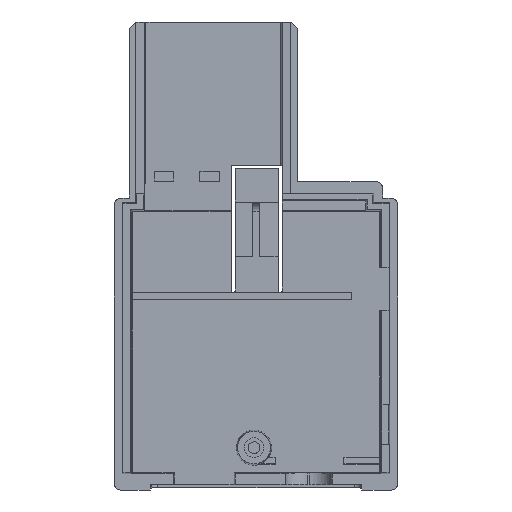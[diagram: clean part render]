
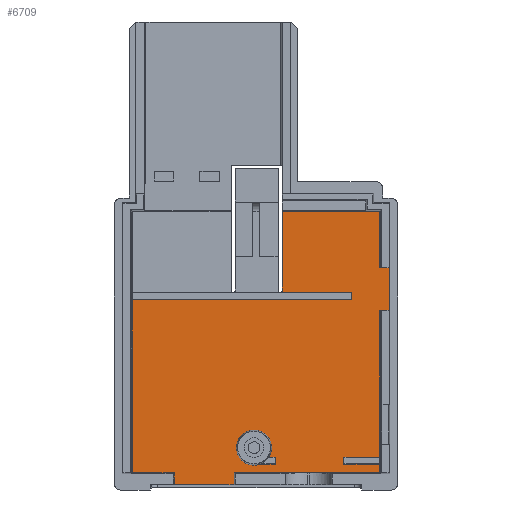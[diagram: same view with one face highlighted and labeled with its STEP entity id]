
A CAD part, top view. The second image highlights one B-rep face of the part: STEP entity #6709.
In plain terms, the highlighted planar face has unit normal (0, 0, 1).
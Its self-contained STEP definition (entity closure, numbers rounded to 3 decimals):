
#1870=DIRECTION('',(1.,0.,0.));
#1871=VECTOR('',#1870,9.168);
#1872=CARTESIAN_POINT('',(9.176,0.85,-9.5));
#1873=LINE('',#1872,#1871);
#1956=DIRECTION('',(0.,-1.,0.));
#1957=VECTOR('',#1956,1.816);
#1958=CARTESIAN_POINT('',(18.344,2.666,-9.5));
#1959=LINE('',#1958,#1957);
#1960=DIRECTION('',(-1.,0.,0.));
#1961=VECTOR('',#1960,10.96);
#1962=CARTESIAN_POINT('',(36.41,30.25,-9.5));
#1963=LINE('',#1962,#1961);
#1964=DIRECTION('',(0.,-1.,0.));
#1965=VECTOR('',#1964,12.234);
#1966=CARTESIAN_POINT('',(25.7,42.734,-9.5));
#1967=LINE('',#1966,#1965);
#1968=DIRECTION('',(0.,-1.,0.));
#1969=VECTOR('',#1968,8.684);
#1970=CARTESIAN_POINT('',(40.639,42.734,-9.5));
#1971=LINE('',#1970,#1969);
#1972=DIRECTION('',(-1.,0.,0.));
#1973=VECTOR('',#1972,1.566);
#1974=CARTESIAN_POINT('',(42.205,34.05,-9.5));
#1975=LINE('',#1974,#1973);
#1976=DIRECTION('',(0.,1.,0.));
#1977=VECTOR('',#1976,6.55);
#1978=CARTESIAN_POINT('',(42.205,27.5,-9.5));
#1979=LINE('',#1978,#1977);
#1980=DIRECTION('',(1.,0.,0.));
#1981=VECTOR('',#1980,1.566);
#1982=CARTESIAN_POINT('',(40.639,27.5,-9.5));
#1983=LINE('',#1982,#1981);
#1984=DIRECTION('',(0.,-1.,0.));
#1985=VECTOR('',#1984,22.5);
#1986=CARTESIAN_POINT('',(40.639,27.5,-9.5));
#1987=LINE('',#1986,#1985);
#1988=DIRECTION('',(1.,0.,0.));
#1989=VECTOR('',#1988,5.5);
#1990=CARTESIAN_POINT('',(35.139,5.,-9.5));
#1991=LINE('',#1990,#1989);
#1992=DIRECTION('',(0.,-1.,0.));
#1993=VECTOR('',#1992,1.);
#1994=CARTESIAN_POINT('',(35.139,5.,-9.5));
#1995=LINE('',#1994,#1993);
#1996=DIRECTION('',(1.,0.,0.));
#1997=VECTOR('',#1996,5.5);
#1998=CARTESIAN_POINT('',(35.139,4.,-9.5));
#1999=LINE('',#1998,#1997);
#2000=DIRECTION('',(0.,-1.,0.));
#2001=VECTOR('',#2000,1.334);
#2002=CARTESIAN_POINT('',(40.639,4.,-9.5));
#2003=LINE('',#2002,#2001);
#2004=DIRECTION('',(1.,0.,0.));
#2005=VECTOR('',#2004,22.295);
#2006=CARTESIAN_POINT('',(18.344,2.666,-9.5));
#2007=LINE('',#2006,#2005);
#2008=DIRECTION('',(1.,0.,0.));
#2009=VECTOR('',#2008,6.405);
#2010=CARTESIAN_POINT('',(2.771,2.666,-9.5));
#2011=LINE('',#2010,#2009);
#2012=DIRECTION('',(1.,0.,0.));
#2013=VECTOR('',#2012,33.639);
#2014=CARTESIAN_POINT('',(2.771,29.15,-9.5));
#2015=LINE('',#2014,#2013);
#2016=DIRECTION('',(0.,-1.,0.));
#2017=VECTOR('',#2016,1.1);
#2018=CARTESIAN_POINT('',(36.41,30.25,-9.5));
#2019=LINE('',#2018,#2017);
#2020=CARTESIAN_POINT('',(21.405,6.5,-9.5));
#2021=DIRECTION('',(0.,0.,1.));
#2022=DIRECTION('',(1.,0.,0.));
#2023=AXIS2_PLACEMENT_3D('',#2020,#2021,#2022);
#2025=CARTESIAN_POINT('',(21.405,6.5,-9.5));
#2026=DIRECTION('',(0.,0.,1.));
#2027=DIRECTION('',(-1.,0.,0.));
#2028=AXIS2_PLACEMENT_3D('',#2025,#2026,#2027);
#2030=DIRECTION('',(-1.,0.,0.));
#2031=VECTOR('',#2030,2.214);
#2032=CARTESIAN_POINT('',(24.639,4.,-9.5));
#2033=LINE('',#2032,#2031);
#2034=DIRECTION('',(0.,-1.,0.));
#2035=VECTOR('',#2034,1.);
#2036=CARTESIAN_POINT('',(24.639,5.,-9.5));
#2037=LINE('',#2036,#2035);
#2038=DIRECTION('',(-1.,0.,0.));
#2039=VECTOR('',#2038,0.989);
#2040=CARTESIAN_POINT('',(24.639,5.,-9.5));
#2041=LINE('',#2040,#2039);
#2042=CARTESIAN_POINT('',(21.405,6.5,-9.5));
#2043=DIRECTION('',(0.,0.,1.));
#2044=DIRECTION('',(0.831,-0.556,0.));
#2045=AXIS2_PLACEMENT_3D('',#2042,#2043,#2044);
#2092=CARTESIAN_POINT('',(25.45,30.5,-9.5));
#2093=DIRECTION('',(0.,0.,-1.));
#2094=DIRECTION('',(1.,0.,0.));
#2095=AXIS2_PLACEMENT_3D('',#2092,#2093,#2094);
#2525=DIRECTION('',(0.,-1.,0.));
#2526=VECTOR('',#2525,26.484);
#2527=CARTESIAN_POINT('',(2.771,29.15,-9.5));
#2528=LINE('',#2527,#2526);
#2537=DIRECTION('',(0.,1.,0.));
#2538=VECTOR('',#2537,1.816);
#2539=CARTESIAN_POINT('',(9.176,0.85,-9.5));
#2540=LINE('',#2539,#2538);
#2583=DIRECTION('',(1.,0.,0.));
#2584=VECTOR('',#2583,14.939);
#2585=CARTESIAN_POINT('',(25.7,42.734,-9.5));
#2586=LINE('',#2585,#2584);
#3313=CARTESIAN_POINT('',(2.771,29.15,-9.5));
#3314=CARTESIAN_POINT('',(36.41,29.15,-9.5));
#3315=VERTEX_POINT('',#3313);
#3316=VERTEX_POINT('',#3314);
#3321=CARTESIAN_POINT('',(2.771,2.666,-9.5));
#3322=VERTEX_POINT('',#3321);
#3331=CARTESIAN_POINT('',(36.41,30.25,-9.5));
#3332=VERTEX_POINT('',#3331);
#3341=CARTESIAN_POINT('',(35.139,5.,-9.5));
#3342=CARTESIAN_POINT('',(35.139,4.,-9.5));
#3343=VERTEX_POINT('',#3341);
#3344=VERTEX_POINT('',#3342);
#3349=CARTESIAN_POINT('',(40.639,4.,-9.5));
#3350=CARTESIAN_POINT('',(40.639,2.666,-9.5));
#3351=VERTEX_POINT('',#3349);
#3352=VERTEX_POINT('',#3350);
#3387=CARTESIAN_POINT('',(40.639,42.734,-9.5));
#3388=VERTEX_POINT('',#3387);
#3449=CARTESIAN_POINT('',(42.205,27.5,-9.5));
#3450=CARTESIAN_POINT('',(42.205,34.05,-9.5));
#3451=VERTEX_POINT('',#3449);
#3452=VERTEX_POINT('',#3450);
#3454=CARTESIAN_POINT('',(40.639,27.5,-9.5));
#3456=VERTEX_POINT('',#3454);
#3458=CARTESIAN_POINT('',(40.639,34.05,-9.5));
#3460=VERTEX_POINT('',#3458);
#3473=CARTESIAN_POINT('',(40.639,5.,-9.5));
#3474=VERTEX_POINT('',#3473);
#3536=CARTESIAN_POINT('',(9.176,2.666,-9.5));
#3538=VERTEX_POINT('',#3536);
#3540=CARTESIAN_POINT('',(18.344,2.666,-9.5));
#3542=VERTEX_POINT('',#3540);
#3543=CARTESIAN_POINT('',(9.176,0.85,-9.5));
#3545=VERTEX_POINT('',#3543);
#3547=CARTESIAN_POINT('',(18.344,0.85,-9.5));
#3549=VERTEX_POINT('',#3547);
#3620=CARTESIAN_POINT('',(25.7,42.734,-9.5));
#3622=VERTEX_POINT('',#3620);
#3978=CARTESIAN_POINT('',(25.7,30.5,-9.5));
#3979=CARTESIAN_POINT('',(25.45,30.25,-9.5));
#3980=VERTEX_POINT('',#3978);
#3981=VERTEX_POINT('',#3979);
#4016=CARTESIAN_POINT('',(24.105,6.5,-9.5));
#4017=CARTESIAN_POINT('',(18.705,6.5,-9.5));
#4018=VERTEX_POINT('',#4016);
#4019=VERTEX_POINT('',#4017);
#4020=CARTESIAN_POINT('',(22.425,4.,-9.5));
#4021=VERTEX_POINT('',#4020);
#4030=CARTESIAN_POINT('',(24.639,5.,-9.5));
#4031=CARTESIAN_POINT('',(24.639,4.,-9.5));
#4032=VERTEX_POINT('',#4030);
#4033=VERTEX_POINT('',#4031);
#4034=CARTESIAN_POINT('',(23.65,5.,-9.5));
#4035=VERTEX_POINT('',#4034);
#6650=CARTESIAN_POINT('',(21.705,23.6,-9.5));
#6651=DIRECTION('',(0.,0.,1.));
#6652=DIRECTION('',(1.,0.,0.));
#6653=AXIS2_PLACEMENT_3D('',#6650,#6651,#6652);
#6654=PLANE('',#6653);
#6656=ORIENTED_EDGE('',*,*,#6655,.T.);
#6658=ORIENTED_EDGE('',*,*,#6657,.F.);
#6659=ORIENTED_EDGE('',*,*,#4689,.F.);
#6661=ORIENTED_EDGE('',*,*,#6660,.T.);
#6663=ORIENTED_EDGE('',*,*,#6662,.T.);
#6665=ORIENTED_EDGE('',*,*,#6664,.F.);
#6667=ORIENTED_EDGE('',*,*,#6666,.F.);
#6669=ORIENTED_EDGE('',*,*,#6668,.F.);
#6671=ORIENTED_EDGE('',*,*,#6670,.T.);
#6673=ORIENTED_EDGE('',*,*,#6672,.F.);
#6675=ORIENTED_EDGE('',*,*,#6674,.T.);
#6677=ORIENTED_EDGE('',*,*,#6676,.T.);
#6679=ORIENTED_EDGE('',*,*,#6678,.T.);
#6680=ORIENTED_EDGE('',*,*,#6604,.F.);
#6681=ORIENTED_EDGE('',*,*,#6645,.T.);
#6682=ORIENTED_EDGE('',*,*,#6519,.F.);
#6684=ORIENTED_EDGE('',*,*,#6683,.T.);
#6686=ORIENTED_EDGE('',*,*,#6685,.F.);
#6688=ORIENTED_EDGE('',*,*,#6687,.F.);
#6690=ORIENTED_EDGE('',*,*,#6689,.T.);
#6692=ORIENTED_EDGE('',*,*,#6691,.F.);
#6693=EDGE_LOOP('',(#6656,#6658,#6659,#6661,#6663,#6665,#6667,#6669,#6671,#6673,
#6675,#6677,#6679,#6680,#6681,#6682,#6684,#6686,#6688,#6690,#6692));
#6694=FACE_OUTER_BOUND('',#6693,.F.);
#6696=ORIENTED_EDGE('',*,*,#6695,.T.);
#6698=ORIENTED_EDGE('',*,*,#6697,.T.);
#6700=ORIENTED_EDGE('',*,*,#6699,.F.);
#6702=ORIENTED_EDGE('',*,*,#6701,.F.);
#6704=ORIENTED_EDGE('',*,*,#6703,.T.);
#6706=ORIENTED_EDGE('',*,*,#6705,.T.);
#6707=EDGE_LOOP('',(#6696,#6698,#6700,#6702,#6704,#6706));
#6708=FACE_BOUND('',#6707,.F.);
#6709=ADVANCED_FACE('',(#6694,#6708),#6654,.T.);
#2024=CIRCLE('',#2023,2.7);
#2029=CIRCLE('',#2028,2.7);
#2046=CIRCLE('',#2045,2.7);
#2096=CIRCLE('',#2095,0.25);
#4689=EDGE_CURVE('',#3622,#3980,#1967,.T.);
#6519=EDGE_CURVE('',#3545,#3549,#1873,.T.);
#6604=EDGE_CURVE('',#3542,#3352,#2007,.T.);
#6645=EDGE_CURVE('',#3542,#3549,#1959,.T.);
#6655=EDGE_CURVE('',#3332,#3981,#1963,.T.);
#6657=EDGE_CURVE('',#3980,#3981,#2096,.T.);
#6660=EDGE_CURVE('',#3622,#3388,#2586,.T.);
#6662=EDGE_CURVE('',#3388,#3460,#1971,.T.);
#6664=EDGE_CURVE('',#3452,#3460,#1975,.T.);
#6666=EDGE_CURVE('',#3451,#3452,#1979,.T.);
#6668=EDGE_CURVE('',#3456,#3451,#1983,.T.);
#6670=EDGE_CURVE('',#3456,#3474,#1987,.T.);
#6672=EDGE_CURVE('',#3343,#3474,#1991,.T.);
#6674=EDGE_CURVE('',#3343,#3344,#1995,.T.);
#6676=EDGE_CURVE('',#3344,#3351,#1999,.T.);
#6678=EDGE_CURVE('',#3351,#3352,#2003,.T.);
#6683=EDGE_CURVE('',#3545,#3538,#2540,.T.);
#6685=EDGE_CURVE('',#3322,#3538,#2011,.T.);
#6687=EDGE_CURVE('',#3315,#3322,#2528,.T.);
#6689=EDGE_CURVE('',#3315,#3316,#2015,.T.);
#6691=EDGE_CURVE('',#3332,#3316,#2019,.T.);
#6695=EDGE_CURVE('',#4018,#4019,#2024,.T.);
#6697=EDGE_CURVE('',#4019,#4021,#2029,.T.);
#6699=EDGE_CURVE('',#4033,#4021,#2033,.T.);
#6701=EDGE_CURVE('',#4032,#4033,#2037,.T.);
#6703=EDGE_CURVE('',#4032,#4035,#2041,.T.);
#6705=EDGE_CURVE('',#4035,#4018,#2046,.T.);
